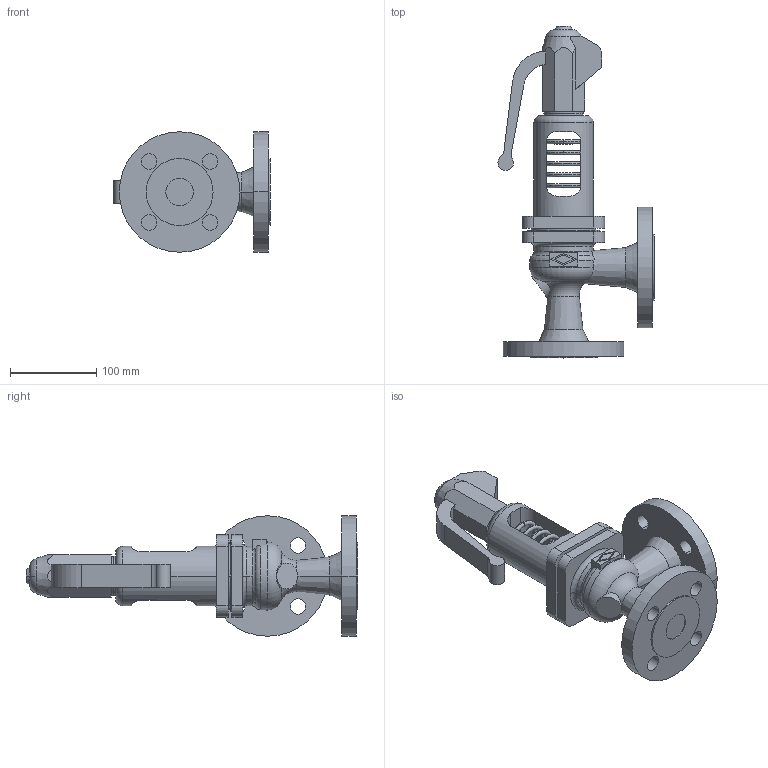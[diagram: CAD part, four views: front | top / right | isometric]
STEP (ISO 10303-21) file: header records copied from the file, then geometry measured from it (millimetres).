
FILE_DESCRIPTION(('Creo Elements/Direct Modeling STEP Export'),'2;1');
FILE_NAME('c000001747.stp','2013-12-03T 9:55:27',(''),(''),'Creo Elements/Direct Modeling STEP processor for AP214 (Solid Model)','Creo Elements/Direct Modeling 17.0D 15-Jul-2011 (C) Parametric Technology GmbH','');
FILE_SCHEMA(('AUTOMOTIVE_DESIGN { 1 0 10303 214 1 1 1 1 }'));
Length unit declared in the file: millimetre
Products named in the file (1): 1
Bounding box: 181.27 x 385.5 x 140 mm (x, y, z)
Volume: 1667332.2 mm3; surface area: 207508.8 mm2
Topology: 1 solids, 1 shells, 181 faces, 494 edges, 319 vertices
Faces by surface type: plane 67, cylinder 61, torus 41, cone 12
Entity records: 6533 total; most frequent: CARTESIAN_POINT 2188, ORIENTED_EDGE 988, DIRECTION 822, EDGE_CURVE 494, VERTEX_POINT 319, AXIS2_PLACEMENT_3D 318, EDGE_LOOP 223, VECTOR 186
